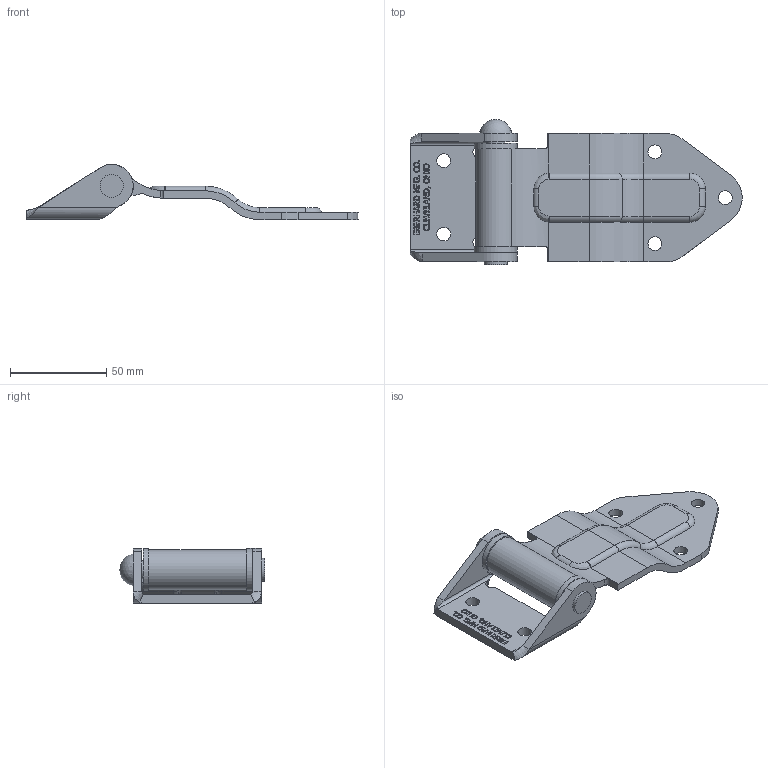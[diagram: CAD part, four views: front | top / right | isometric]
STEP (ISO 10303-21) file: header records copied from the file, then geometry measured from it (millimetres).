
FILE_DESCRIPTION((''),'2;1');
FILE_NAME('5868-L.stp','2012-09-14T13:13:37',('fredp'),(''),'Autodesk Inventor 2012','Autodesk Inventor 2012','');
FILE_SCHEMA(('AUTOMOTIVE_DESIGN { 1 0 10303 214 1 1 1 1 }'));
Length unit declared in the file: inch
Products named in the file (1): 5868-L
Bounding box: 172.19 x 75.3 x 28.58 mm (x, y, z)
Volume: 62947.2 mm3; surface area: 37972.6 mm2
Topology: 5 solids, 5 shells, 547 faces, 1429 edges, 935 vertices
Faces by surface type: plane 312, bspline 142, cylinder 64, torus 24, cone 4, sphere 1
Full cylindrical faces by diameter (mm): 7.137 x5, 9.462 x1, 9.792 x2, 9.906 x2, 11.938 x1, 12.764 x2, 22.225 x2
Entity records: 18788 total; most frequent: CARTESIAN_POINT 5712, ORIENTED_EDGE 2820, DIRECTION 2101, EDGE_CURVE 1410, VECTOR 959, LINE 959, VERTEX_POINT 935, EDGE_LOOP 629
